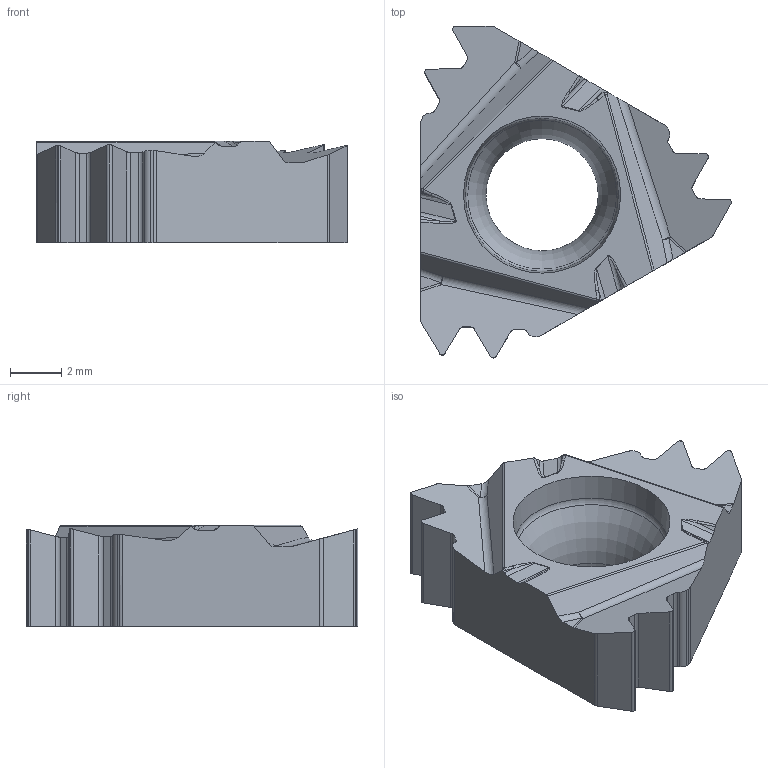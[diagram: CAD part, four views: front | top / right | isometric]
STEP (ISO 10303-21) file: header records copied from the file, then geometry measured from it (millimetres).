
FILE_DESCRIPTION(/* description */ (''),/* implementation_level */ '2;1');
FILE_NAME(/* name */ '1578995211355.stp',/* time_stamp */ '2020-01-14T15:17:03+06:00',/* author */ (''),/* organization */ ('SMS'),/* preprocessor_version */ 'ST-DEVELOPER v16.7',/* originating_system */ 'SIEMENS PLM Software NX 12.0',/* authorisation */ '');
FILE_SCHEMA (('AUTOMOTIVE_DESIGN { 1 0 10303 214 3 1 1 1 }'));
Length unit declared in the file: millimetre
Products named in the file (1): 202499296mod000_00
Bounding box: 12.18 x 13.01 x 3.98 mm (x, y, z)
Volume: 288.5 mm3; surface area: 396.1 mm2
Topology: 1 solids, 1 shells, 135 faces, 371 edges, 240 vertices
Faces by surface type: cylinder 58, plane 53, bspline 15, extrusion 6, torus 2, cone 1
Full cylindrical faces by diameter (mm): 4.4 x1
Entity records: 5319 total; most frequent: CARTESIAN_POINT 1818, ORIENTED_EDGE 730, DIRECTION 730, EDGE_CURVE 365, AXIS2_PLACEMENT_3D 254, VERTEX_POINT 236, VECTOR 222, LINE 216
